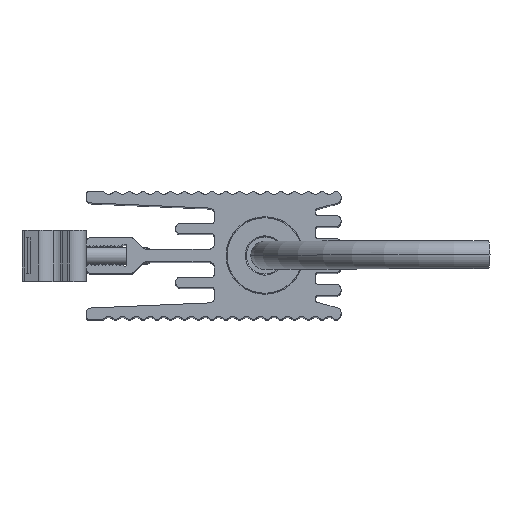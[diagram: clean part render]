
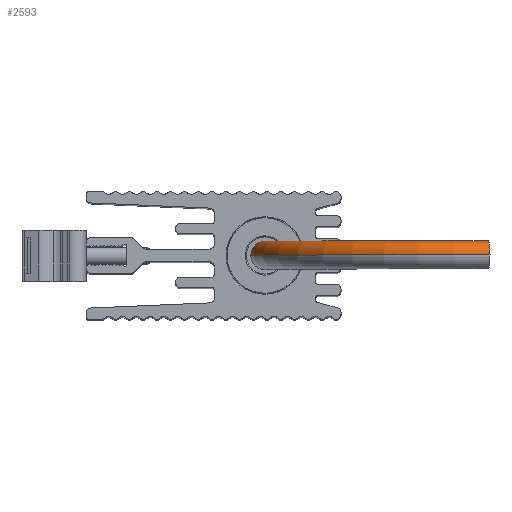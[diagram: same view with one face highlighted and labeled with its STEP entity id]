
A CAD part, top view. The second image highlights one B-rep face of the part: STEP entity #2593.
In plain terms, the highlighted toroidal (fillet/blend) face has major radius 39.047 mm and minor radius 2.75 mm.
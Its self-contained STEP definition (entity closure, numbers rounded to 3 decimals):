
#319 = EDGE_CURVE ( 'NONE', #4430, #4431, #547, .T. ) ;
#322 = EDGE_CURVE ( 'NONE', #4431, #4033, #476, .T. ) ;
#329 = EDGE_CURVE ( 'NONE', #4053, #4062, #438, .T. ) ;
#330 = EDGE_CURVE ( 'NONE', #4430, #4053, #470, .T. ) ;
#438 = CIRCLE ( 'NONE', #474, 2.75 ) ;
#470 = CIRCLE ( 'NONE', #491, 36.297 ) ;
#474 = AXIS2_PLACEMENT_3D ( 'NONE', #5096, #5097, #5098 ) ;
#475 = AXIS2_PLACEMENT_3D ( 'NONE', #5077, #5078, #5079 ) ;
#476 = CIRCLE ( 'NONE', #475, 2.75 ) ;
#491 = AXIS2_PLACEMENT_3D ( 'NONE', #5100, #5101, #5102 ) ;
#540 = AXIS2_PLACEMENT_3D ( 'NONE', #5068, #5069, #5070 ) ;
#547 = CIRCLE ( 'NONE', #540, 2.75 ) ;
#662 = AXIS2_PLACEMENT_3D ( 'NONE', #5557, #5558, #5559 ) ;
#664 = CIRCLE ( 'NONE', #662, 41.797 ) ;
#1179 = EDGE_CURVE ( 'NONE', #4033, #4062, #664, .T. ) ;
#2593 = ADVANCED_FACE ( 'NONE', ( #9142 ), #8839, .T. ) ;
#4033 = VERTEX_POINT ( 'NONE', #9933 ) ;
#4053 = VERTEX_POINT ( 'NONE', #9951 ) ;
#4062 = VERTEX_POINT ( 'NONE', #9960 ) ;
#4430 = VERTEX_POINT ( 'NONE', #11103 ) ;
#4431 = VERTEX_POINT ( 'NONE', #11104 ) ;
#4500 = EDGE_LOOP ( 'NONE', ( #4552, #4556, #4553, #4549, #4550 ) ) ;
#4549 = ORIENTED_EDGE ( 'NONE', *, *, #330, .F. ) ;
#4550 = ORIENTED_EDGE ( 'NONE', *, *, #319, .T. ) ;
#4552 = ORIENTED_EDGE ( 'NONE', *, *, #322, .T. ) ;
#4553 = ORIENTED_EDGE ( 'NONE', *, *, #329, .F. ) ;
#4556 = ORIENTED_EDGE ( 'NONE', *, *, #1179, .T. ) ;
#5068 = CARTESIAN_POINT ( 'NONE',  ( 0., 27.247, 0. ) ) ;
#5069 = DIRECTION ( 'NONE',  ( 0., 1., 0. ) ) ;
#5070 = DIRECTION ( 'NONE',  ( 0., 0., 1. ) ) ;
#5077 = CARTESIAN_POINT ( 'NONE',  ( 0., 27.247, 0. ) ) ;
#5078 = DIRECTION ( 'NONE',  ( 0., 1., 0. ) ) ;
#5079 = DIRECTION ( 'NONE',  ( 0., 0., 1. ) ) ;
#5096 = CARTESIAN_POINT ( 'NONE',  ( 43.813, 66.002, 0. ) ) ;
#5097 = DIRECTION ( 'NONE',  ( 0.993, -0.122, 0. ) ) ;
#5098 = DIRECTION ( 'NONE',  ( 0., 0., 1. ) ) ;
#5100 = CARTESIAN_POINT ( 'NONE',  ( 39.047, 27.247, 0. ) ) ;
#5101 = DIRECTION ( 'NONE',  ( 0., 0., -1. ) ) ;
#5102 = DIRECTION ( 'NONE',  ( -1., 0., 0. ) ) ;
#5557 = CARTESIAN_POINT ( 'NONE',  ( 39.047, 27.247, 0. ) ) ;
#5558 = DIRECTION ( 'NONE',  ( 0., 0., -1. ) ) ;
#5559 = DIRECTION ( 'NONE',  ( -1., 0., 0. ) ) ;
#8839 = TOROIDAL_SURFACE ( 'NONE', #8887, 39.047, 2.75 ) ;
#8887 = AXIS2_PLACEMENT_3D ( 'NONE', #9143, #9138, #9145 ) ;
#9138 = DIRECTION ( 'NONE',  ( 0., 0., -1. ) ) ;
#9142 = FACE_OUTER_BOUND ( 'NONE', #4500, .T. ) ;
#9143 = CARTESIAN_POINT ( 'NONE',  ( 39.047, 27.247, 0. ) ) ;
#9145 = DIRECTION ( 'NONE',  ( -1., 0., 0. ) ) ;
#9933 = CARTESIAN_POINT ( 'NONE',  ( -2.75, 27.247, 0. ) ) ;
#9951 = CARTESIAN_POINT ( 'NONE',  ( 43.477, 63.272, 0. ) ) ;
#9960 = CARTESIAN_POINT ( 'NONE',  ( 44.148, 68.731, 0. ) ) ;
#11103 = CARTESIAN_POINT ( 'NONE',  ( 2.75, 27.247, 0. ) ) ;
#11104 = CARTESIAN_POINT ( 'NONE',  ( 0., 27.247, -2.75 ) ) ;
